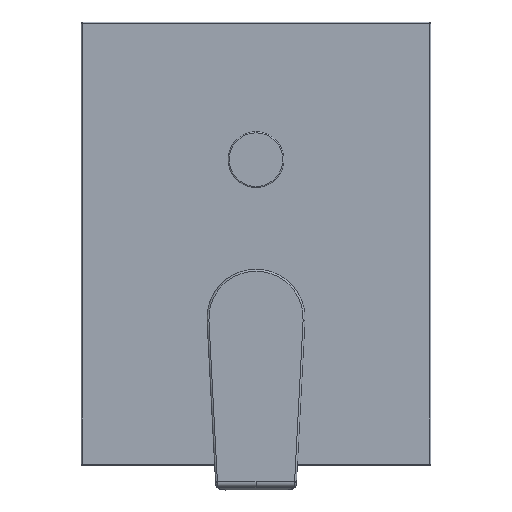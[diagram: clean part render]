
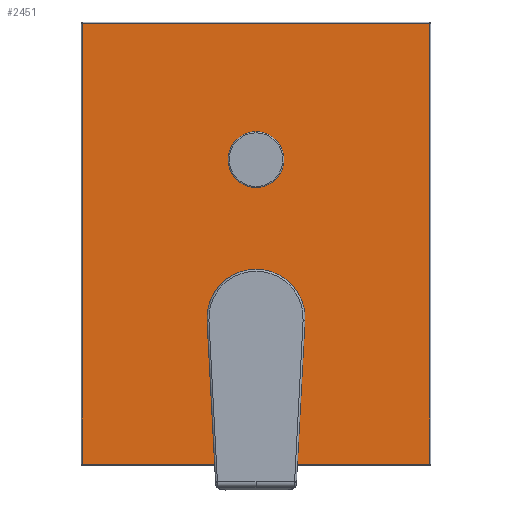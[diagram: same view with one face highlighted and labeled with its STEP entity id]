
A CAD part, front view. The second image highlights one B-rep face of the part: STEP entity #2451.
In plain terms, the highlighted planar face has unit normal (0, -1, 0).
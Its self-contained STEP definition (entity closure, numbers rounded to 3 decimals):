
#556=CARTESIAN_POINT('',(0.,-10.,-68.));
#557=DIRECTION('',(0.,-1.,0.));
#558=DIRECTION('',(0.,0.,1.));
#559=AXIS2_PLACEMENT_3D('',#556,#557,#558);
#565=CARTESIAN_POINT('',(0.,-10.,0.));
#566=DIRECTION('',(0.,-1.,0.));
#567=DIRECTION('',(0.,0.,1.));
#568=AXIS2_PLACEMENT_3D('',#565,#566,#567);
#570=CARTESIAN_POINT('',(0.,-10.,0.));
#571=DIRECTION('',(0.,-1.,0.));
#572=DIRECTION('',(0.,0.,-1.));
#573=AXIS2_PLACEMENT_3D('',#570,#571,#572);
#579=DIRECTION('',(1.,0.,0.));
#580=VECTOR('',#579,149.);
#581=CARTESIAN_POINT('',(-74.5,-10.,-130.5));
#582=LINE('',#581,#580);
#591=DIRECTION('',(0.,0.,1.));
#592=VECTOR('',#591,189.);
#593=CARTESIAN_POINT('',(74.5,-10.,-130.5));
#594=LINE('',#593,#592);
#622=DIRECTION('',(-1.,0.,0.));
#623=VECTOR('',#622,149.);
#624=CARTESIAN_POINT('',(74.5,-10.,58.5));
#625=LINE('',#624,#623);
#657=DIRECTION('',(0.,0.,-1.));
#658=VECTOR('',#657,189.);
#659=CARTESIAN_POINT('',(-74.5,-10.,58.5));
#660=LINE('',#659,#658);
#735=CARTESIAN_POINT('',(0.,-10.,-68.));
#736=DIRECTION('',(0.,-1.,0.));
#737=DIRECTION('',(0.,0.,-1.));
#738=AXIS2_PLACEMENT_3D('',#735,#736,#737);
#961=CARTESIAN_POINT('',(-74.5,-10.,-130.5));
#962=CARTESIAN_POINT('',(74.5,-10.,-130.5));
#963=VERTEX_POINT('',#961);
#964=VERTEX_POINT('',#962);
#965=CARTESIAN_POINT('',(-74.5,-10.,58.5));
#966=VERTEX_POINT('',#965);
#967=CARTESIAN_POINT('',(74.5,-10.,58.5));
#968=VERTEX_POINT('',#967);
#1025=CARTESIAN_POINT('',(0.,-10.,-47.));
#1026=CARTESIAN_POINT('',(0.,-10.,-89.));
#1027=VERTEX_POINT('',#1025);
#1028=VERTEX_POINT('',#1026);
#1029=CARTESIAN_POINT('',(0.,-10.,9.));
#1030=CARTESIAN_POINT('',(0.,-10.,-9.));
#1031=VERTEX_POINT('',#1029);
#1032=VERTEX_POINT('',#1030);
#2425=CARTESIAN_POINT('',(0.,-10.,-36.));
#2426=DIRECTION('',(0.,1.,0.));
#2427=DIRECTION('',(1.,0.,0.));
#2428=AXIS2_PLACEMENT_3D('',#2425,#2426,#2427);
#2429=PLANE('',#2428);
#2431=ORIENTED_EDGE('',*,*,#2430,.F.);
#2433=ORIENTED_EDGE('',*,*,#2432,.F.);
#2435=ORIENTED_EDGE('',*,*,#2434,.F.);
#2437=ORIENTED_EDGE('',*,*,#2436,.F.);
#2438=EDGE_LOOP('',(#2431,#2433,#2435,#2437));
#2439=FACE_OUTER_BOUND('',#2438,.F.);
#2440=ORIENTED_EDGE('',*,*,#2415,.T.);
#2442=ORIENTED_EDGE('',*,*,#2441,.T.);
#2443=EDGE_LOOP('',(#2440,#2442));
#2444=FACE_BOUND('',#2443,.F.);
#2446=ORIENTED_EDGE('',*,*,#2445,.T.);
#2448=ORIENTED_EDGE('',*,*,#2447,.T.);
#2449=EDGE_LOOP('',(#2446,#2448));
#2450=FACE_BOUND('',#2449,.F.);
#560=CIRCLE('',#559,21.);
#569=CIRCLE('',#568,9.);
#574=CIRCLE('',#573,9.);
#739=CIRCLE('',#738,21.);
#2415=EDGE_CURVE('',#1027,#1028,#560,.T.);
#2430=EDGE_CURVE('',#963,#964,#582,.T.);
#2432=EDGE_CURVE('',#966,#963,#660,.T.);
#2434=EDGE_CURVE('',#968,#966,#625,.T.);
#2436=EDGE_CURVE('',#964,#968,#594,.T.);
#2441=EDGE_CURVE('',#1028,#1027,#739,.T.);
#2445=EDGE_CURVE('',#1031,#1032,#569,.T.);
#2447=EDGE_CURVE('',#1032,#1031,#574,.T.);
#2451=ADVANCED_FACE('',(#2439,#2444,#2450),#2429,.F.);
